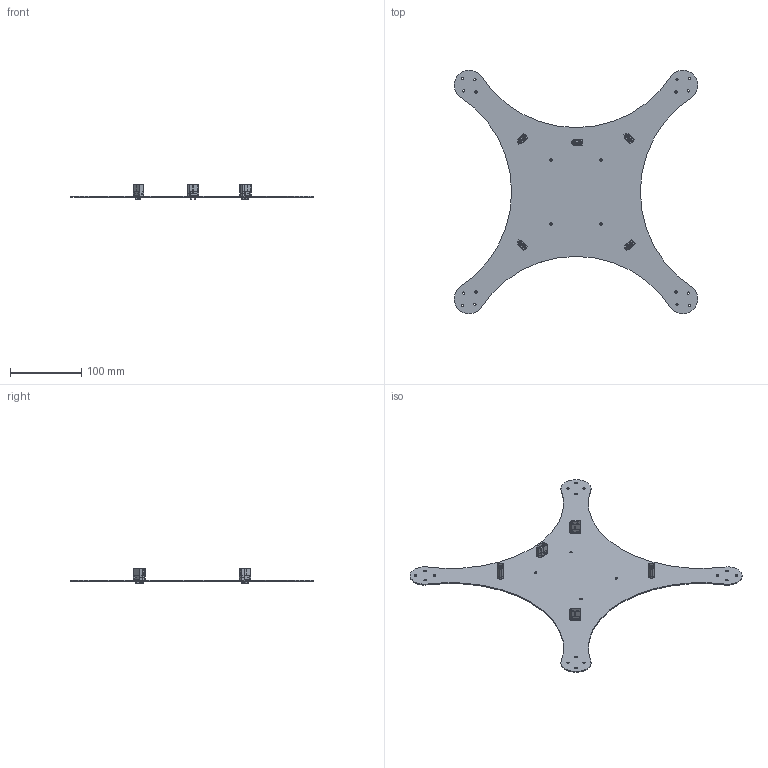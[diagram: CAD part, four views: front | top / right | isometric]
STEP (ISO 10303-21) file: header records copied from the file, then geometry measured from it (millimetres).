
FILE_DESCRIPTION(('KiCad electronic assembly'),'2;1');
FILE_NAME('NuBiHo_Frame_V2.step','2025-06-06T13:49:37',('Pcbnew'),( 'Kicad'),'Open CASCADE STEP processor 7.8','KiCad to STEP converter' ,'Unknown');
FILE_SCHEMA(('AUTOMOTIVE_DESIGN { 1 0 10303 214 1 1 1 1 }'));
Length unit declared in the file: millimetre
Products named in the file (4): NuBiHo_Frame_V2 1; AMASS_XT60-M_1x02_P7.2mm_Vertical; XT60 male v9; _autosave-NuBiHo_Frame_PCB
Assembly tree (7 placements, depth 3):
  NuBiHo_Frame_V2 1
    AMASS_XT60-M_1x02_P7.2mm_Vertical  x5
      XT60 male v9
    _autosave-NuBiHo_Frame_PCB
Bounding box: 342.31 x 342.33 x 20.5 mm (x, y, z)
Volume: 89762.5 mm3; surface area: 120096.8 mm2
Topology: 16 solids, 16 shells, 663 faces, 1758 edges, 1152 vertices
Faces by surface type: plane 445, cylinder 158, bspline 40, cone 20
Full cylindrical faces by diameter (mm): 3 x10, 3.2 x20, 4.3 x20, 4.5 x10, 6 x10
Entity records: 5771 total; most frequent: CARTESIAN_POINT 1149, DIRECTION 940, ORIENTED_EDGE 916, EDGE_CURVE 458, AXIS2_PLACEMENT_3D 327, VERTEX_POINT 304, LINE 286, VECTOR 286
